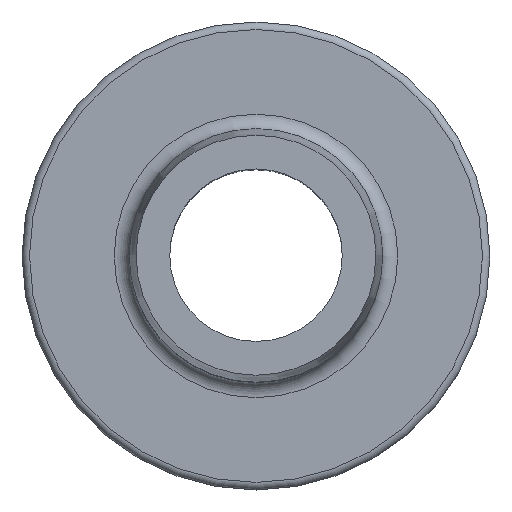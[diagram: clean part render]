
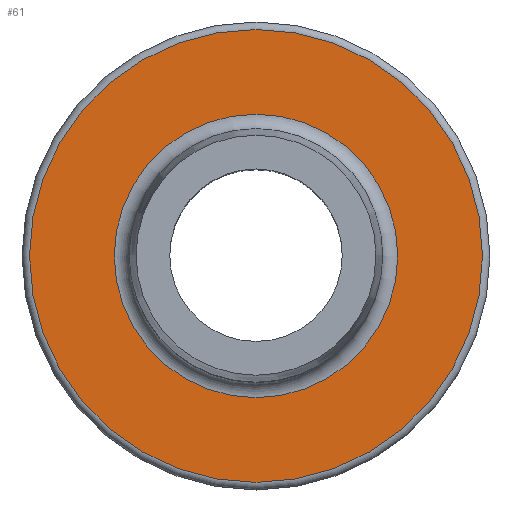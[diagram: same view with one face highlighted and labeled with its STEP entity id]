
A CAD part, top view. The second image highlights one B-rep face of the part: STEP entity #61.
In plain terms, the highlighted planar face has unit normal (0, 0, 1).
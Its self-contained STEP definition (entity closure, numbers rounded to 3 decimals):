
#52=PLANE('',#301);
#61=ADVANCED_FACE('',(#90,#91),#52,.T.);
#90=FACE_BOUND('',#136,.T.);
#91=FACE_BOUND('',#137,.T.);
#136=EDGE_LOOP('',(#182));
#137=EDGE_LOOP('',(#183));
#182=ORIENTED_EDGE('',*,*,#251,.T.);
#183=ORIENTED_EDGE('',*,*,#252,.T.);
#228=VERTEX_POINT('',#443);
#229=VERTEX_POINT('',#445);
#251=EDGE_CURVE('',#228,#228,#274,.T.);
#252=EDGE_CURVE('',#229,#229,#275,.T.);
#274=CIRCLE('',#299,9.45);
#275=CIRCLE('',#300,15.1);
#299=AXIS2_PLACEMENT_3D('',#442,#350,#351);
#300=AXIS2_PLACEMENT_3D('',#444,#352,#353);
#301=AXIS2_PLACEMENT_3D('',#446,#354,#355);
#350=DIRECTION('',(0.,0.,-1.));
#351=DIRECTION('',(1.,0.,0.));
#352=DIRECTION('',(0.,0.,1.));
#353=DIRECTION('',(1.,0.,0.));
#354=DIRECTION('',(0.,0.,1.));
#355=DIRECTION('',(1.,0.,0.));
#442=CARTESIAN_POINT('',(-209.,0.,0.3));
#443=CARTESIAN_POINT('',(-199.55,0.,0.3));
#444=CARTESIAN_POINT('',(-209.,0.,0.3));
#445=CARTESIAN_POINT('',(-193.9,0.,0.3));
#446=CARTESIAN_POINT('',(-209.,0.,0.3));
